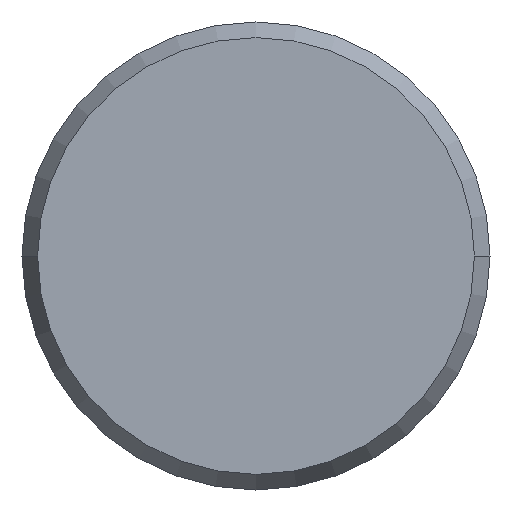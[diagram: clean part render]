
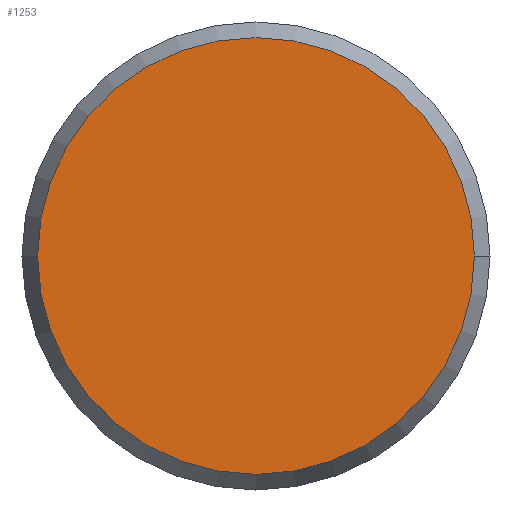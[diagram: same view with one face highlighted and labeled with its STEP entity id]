
A CAD part, front view. The second image highlights one B-rep face of the part: STEP entity #1253.
In plain terms, the highlighted planar face has unit normal (0, -1, 0).
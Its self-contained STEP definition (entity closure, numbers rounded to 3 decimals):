
#104=CARTESIAN_POINT('',(0.,-35.,0.));
#105=DIRECTION('',(0.,1.,0.));
#106=DIRECTION('',(-1.,0.,0.));
#107=AXIS2_PLACEMENT_3D('',#104,#105,#106);
#109=CARTESIAN_POINT('',(0.,-35.,0.));
#110=DIRECTION('',(0.,-1.,0.));
#111=DIRECTION('',(-1.,0.,0.));
#112=AXIS2_PLACEMENT_3D('',#109,#110,#111);
#930=CARTESIAN_POINT('',(-14.,-35.,0.));
#931=VERTEX_POINT('',#930);
#934=CARTESIAN_POINT('',(14.,-35.,0.));
#935=VERTEX_POINT('',#934);
#1244=CARTESIAN_POINT('',(0.,-35.,0.));
#1245=DIRECTION('',(0.,-1.,0.));
#1246=DIRECTION('',(1.,0.,0.));
#1247=AXIS2_PLACEMENT_3D('',#1244,#1245,#1246);
#1248=PLANE('',#1247);
#1249=ORIENTED_EDGE('',*,*,#1212,.T.);
#1250=ORIENTED_EDGE('',*,*,#1230,.F.);
#1251=EDGE_LOOP('',(#1249,#1250));
#1252=FACE_OUTER_BOUND('',#1251,.F.);
#1253=ADVANCED_FACE('',(#1252),#1248,.T.);
#108=CIRCLE('',#107,14.);
#113=CIRCLE('',#112,14.);
#1212=EDGE_CURVE('',#931,#935,#108,.T.);
#1230=EDGE_CURVE('',#931,#935,#113,.T.);
